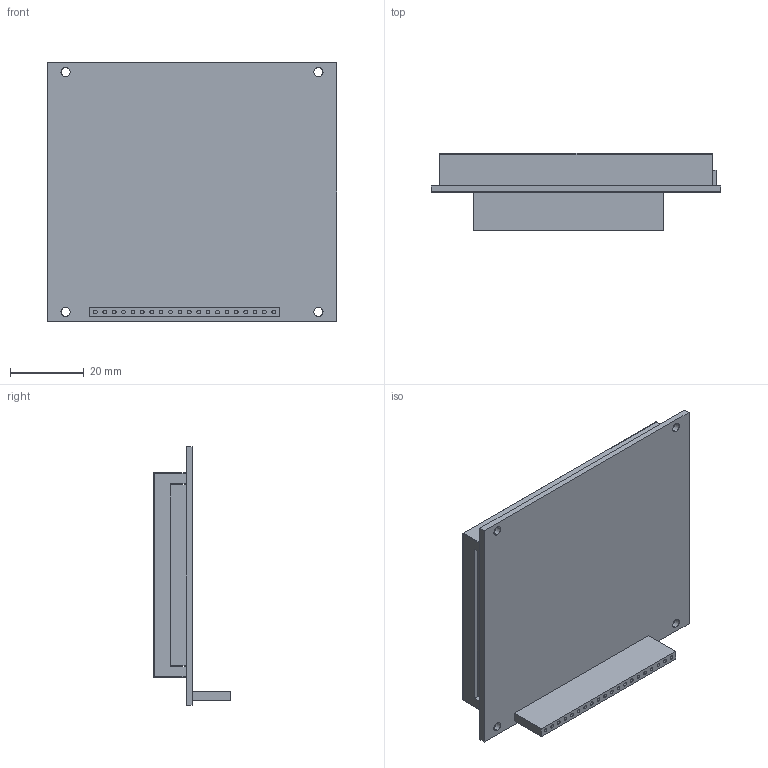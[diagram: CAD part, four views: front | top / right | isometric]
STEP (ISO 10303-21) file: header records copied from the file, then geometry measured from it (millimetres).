
FILE_DESCRIPTION (( 'STEP AP214' ), '1' );
FILE_NAME ('User Library-GLCD 128x64.STEP', '2013-07-26T04:07:56', ( 'Windows User' ), ( '' ), 'SwSTEP 2.0', 'SolidWorks 2013', '' );
FILE_SCHEMA (( 'AUTOMOTIVE_DESIGN' ));
Length unit declared in the file: millimetre
Products named in the file (1): User Library-GLCD 128x64
Bounding box: 78.4 x 20.8 x 70 mm (x, y, z)
Volume: 44527.3 mm3; surface area: 17041 mm2
Topology: 1 solids, 1 shells, 119 faces, 272 edges, 174 vertices
Faces by surface type: plane 59, cylinder 56, sphere 4
Entity records: 4401 total; most frequent: DIRECTION 620, CARTESIAN_POINT 562, ORIENTED_EDGE 536, EDGE_CURVE 268, AXIS2_PLACEMENT_3D 232, VERTEX_POINT 174, VECTOR 156, LINE 156
